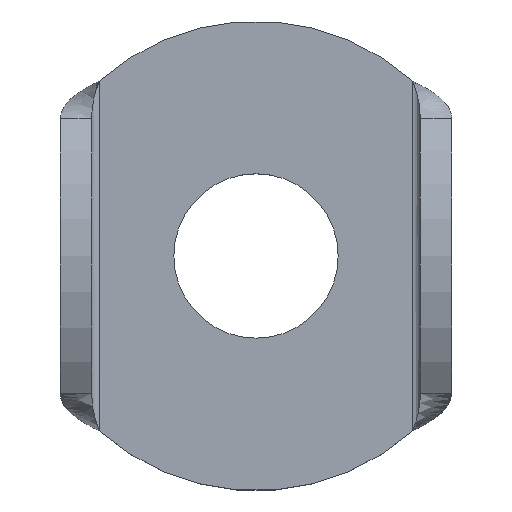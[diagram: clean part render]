
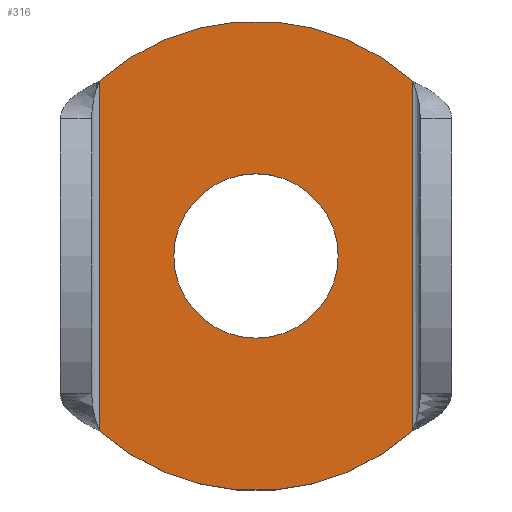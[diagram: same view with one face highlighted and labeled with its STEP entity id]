
A CAD part, top view. The second image highlights one B-rep face of the part: STEP entity #316.
In plain terms, the highlighted planar face has unit normal (0, 0, 1).
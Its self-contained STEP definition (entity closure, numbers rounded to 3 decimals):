
#16=FACE_BOUND('',#72,.T.);
#21=CIRCLE('',#356,15.);
#22=CIRCLE('',#358,15.);
#23=CIRCLE('',#360,5.25);
#24=CIRCLE('',#361,5.25);
#30=PLANE('',#359);
#51=FACE_OUTER_BOUND('',#71,.T.);
#71=EDGE_LOOP('',(#253,#254,#255,#256));
#72=EDGE_LOOP('',(#257,#258));
#94=LINE('',#841,#119);
#101=LINE('',#866,#126);
#119=VECTOR('',#391,10.);
#126=VECTOR('',#418,10.);
#146=VERTEX_POINT('',#633);
#151=VERTEX_POINT('',#821);
#158=VERTEX_POINT('',#854);
#161=VERTEX_POINT('',#862);
#162=VERTEX_POINT('',#867);
#163=VERTEX_POINT('',#868);
#184=EDGE_CURVE('',#146,#151,#94,.T.);
#191=EDGE_CURVE('',#146,#158,#21,.T.);
#196=EDGE_CURVE('',#161,#151,#22,.T.);
#197=EDGE_CURVE('',#161,#158,#101,.T.);
#198=EDGE_CURVE('',#162,#163,#23,.T.);
#199=EDGE_CURVE('',#163,#162,#24,.T.);
#253=ORIENTED_EDGE('',*,*,#184,.T.);
#254=ORIENTED_EDGE('',*,*,#196,.F.);
#255=ORIENTED_EDGE('',*,*,#197,.T.);
#256=ORIENTED_EDGE('',*,*,#191,.F.);
#257=ORIENTED_EDGE('',*,*,#198,.T.);
#258=ORIENTED_EDGE('',*,*,#199,.T.);
#316=ADVANCED_FACE('',(#51,#16),#30,.T.);
#356=AXIS2_PLACEMENT_3D('',#855,#406,#407);
#358=AXIS2_PLACEMENT_3D('',#864,#414,#415);
#359=AXIS2_PLACEMENT_3D('',#865,#416,#417);
#360=AXIS2_PLACEMENT_3D('',#869,#419,#420);
#361=AXIS2_PLACEMENT_3D('',#870,#421,#422);
#391=DIRECTION('',(0.,1.,0.));
#406=DIRECTION('center_axis',(0.,0.,-1.));
#407=DIRECTION('ref_axis',(0.,1.,0.));
#414=DIRECTION('center_axis',(0.,0.,-1.));
#415=DIRECTION('ref_axis',(0.,1.,0.));
#416=DIRECTION('center_axis',(0.,0.,1.));
#417=DIRECTION('ref_axis',(1.,0.,0.));
#418=DIRECTION('',(0.,-1.,0.));
#419=DIRECTION('center_axis',(0.,0.,-1.));
#420=DIRECTION('ref_axis',(0.,-1.,0.));
#421=DIRECTION('center_axis',(0.,0.,-1.));
#422=DIRECTION('ref_axis',(0.,-1.,0.));
#633=CARTESIAN_POINT('',(10.,-11.18,2.));
#821=CARTESIAN_POINT('',(10.,11.18,2.));
#841=CARTESIAN_POINT('',(10.,5.59,2.));
#854=CARTESIAN_POINT('',(-10.,-11.18,2.));
#855=CARTESIAN_POINT('Origin',(0.,0.,2.));
#862=CARTESIAN_POINT('',(-10.,11.18,2.));
#864=CARTESIAN_POINT('Origin',(0.,0.,2.));
#865=CARTESIAN_POINT('Origin',(-5.261,0.,2.));
#866=CARTESIAN_POINT('',(-10.,-5.59,2.));
#867=CARTESIAN_POINT('',(0.,-5.25,2.));
#868=CARTESIAN_POINT('',(0.,5.25,2.));
#869=CARTESIAN_POINT('Origin',(0.,0.,2.));
#870=CARTESIAN_POINT('Origin',(0.,0.,2.));
